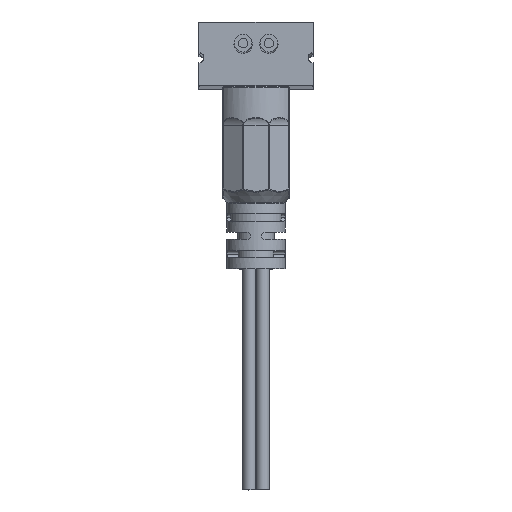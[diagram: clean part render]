
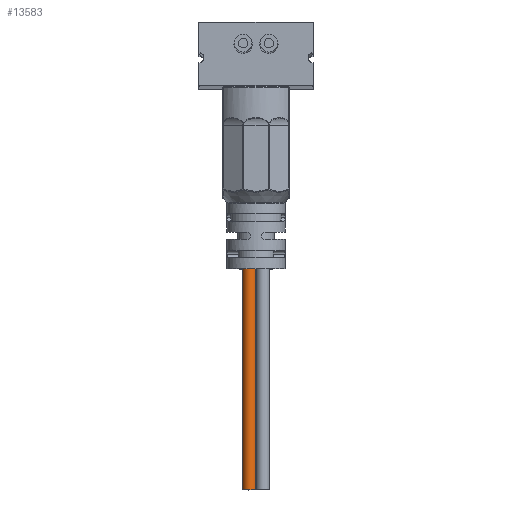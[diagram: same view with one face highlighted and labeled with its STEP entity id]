
A CAD part, top view. The second image highlights one B-rep face of the part: STEP entity #13583.
In plain terms, the highlighted cylindrical face has radius 0.9 mm (diameter 1.8 mm), a partial arc.
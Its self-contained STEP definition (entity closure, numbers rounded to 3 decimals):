
#177 = CARTESIAN_POINT ( 'NONE',  ( 54.8, 0., 0.913 ) ) ;
#389 = CARTESIAN_POINT ( 'NONE',  ( 54.8, 0.256, 0.05 ) ) ;
#397 = ORIENTED_EDGE ( 'NONE', *, *, #10401, .F. ) ;
#435 = DIRECTION ( 'NONE',  ( -1., 0., 0. ) ) ;
#452 = CARTESIAN_POINT ( 'NONE',  ( 24.8, 0., 1.813 ) ) ;
#791 = DIRECTION ( 'NONE',  ( 1., 0., 0. ) ) ;
#1879 = VERTEX_POINT ( 'NONE', #452 ) ;
#2553 = EDGE_LOOP ( 'NONE', ( #397, #14771, #2898, #4894 ) ) ;
#2857 = AXIS2_PLACEMENT_3D ( 'NONE', #11521, #791, #6661 ) ;
#2898 = ORIENTED_EDGE ( 'NONE', *, *, #7984, .T. ) ;
#2919 = AXIS2_PLACEMENT_3D ( 'NONE', #177, #10833, #13195 ) ;
#3070 = VERTEX_POINT ( 'NONE', #12411 ) ;
#4089 = DIRECTION ( 'NONE',  ( -1., 0., 0. ) ) ;
#4180 = VERTEX_POINT ( 'NONE', #7617 ) ;
#4894 = ORIENTED_EDGE ( 'NONE', *, *, #11583, .T. ) ;
#5885 = DIRECTION ( 'NONE',  ( -1., 0., 0. ) ) ;
#6661 = DIRECTION ( 'NONE',  ( 0., 0., 1. ) ) ;
#7336 = VERTEX_POINT ( 'NONE', #12512 ) ;
#7617 = CARTESIAN_POINT ( 'NONE',  ( 54.8, 0.256, 0.05 ) ) ;
#7984 = EDGE_CURVE ( 'NONE', #4180, #3070, #13615, .T. ) ;
#8188 = CARTESIAN_POINT ( 'NONE',  ( 54.8, 0., 1.813 ) ) ;
#8801 = CIRCLE ( 'NONE', #2919, 0.9 ) ;
#9364 = EDGE_CURVE ( 'NONE', #4180, #7336, #8801, .T. ) ;
#9552 = VECTOR ( 'NONE', #435, 1000. ) ;
#10125 = CARTESIAN_POINT ( 'NONE',  ( 54.8, 0., 0.913 ) ) ;
#10401 = EDGE_CURVE ( 'NONE', #7336, #1879, #14506, .T. ) ;
#10416 = VECTOR ( 'NONE', #5885, 1000. ) ;
#10833 = DIRECTION ( 'NONE',  ( 1., 0., 0. ) ) ;
#11049 = CIRCLE ( 'NONE', #2857, 0.9 ) ;
#11521 = CARTESIAN_POINT ( 'NONE',  ( 24.8, 0., 0.913 ) ) ;
#11583 = EDGE_CURVE ( 'NONE', #3070, #1879, #11049, .T. ) ;
#12411 = CARTESIAN_POINT ( 'NONE',  ( 24.8, 0.256, 0.05 ) ) ;
#12512 = CARTESIAN_POINT ( 'NONE',  ( 54.8, 0., 1.813 ) ) ;
#13195 = DIRECTION ( 'NONE',  ( 0., 0., 1. ) ) ;
#13583 = ADVANCED_FACE ( 'NONE', ( #13600 ), #14921, .T. ) ;
#13600 = FACE_OUTER_BOUND ( 'NONE', #2553, .T. ) ;
#13615 = LINE ( 'NONE', #389, #9552 ) ;
#13639 = DIRECTION ( 'NONE',  ( 0., 0., 1. ) ) ;
#13969 = AXIS2_PLACEMENT_3D ( 'NONE', #10125, #4089, #13639 ) ;
#14506 = LINE ( 'NONE', #8188, #10416 ) ;
#14771 = ORIENTED_EDGE ( 'NONE', *, *, #9364, .F. ) ;
#14921 = CYLINDRICAL_SURFACE ( 'NONE', #13969, 0.9 ) ;
